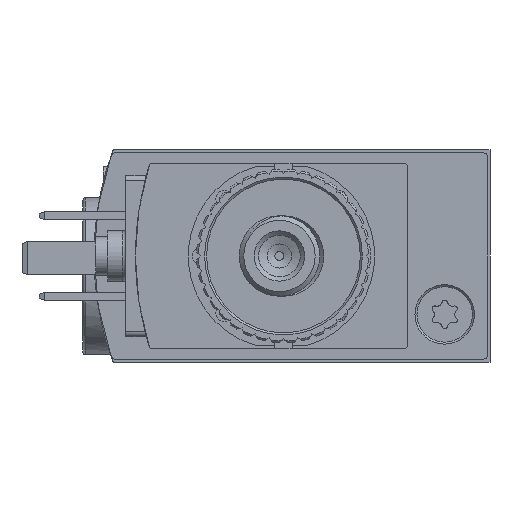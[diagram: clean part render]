
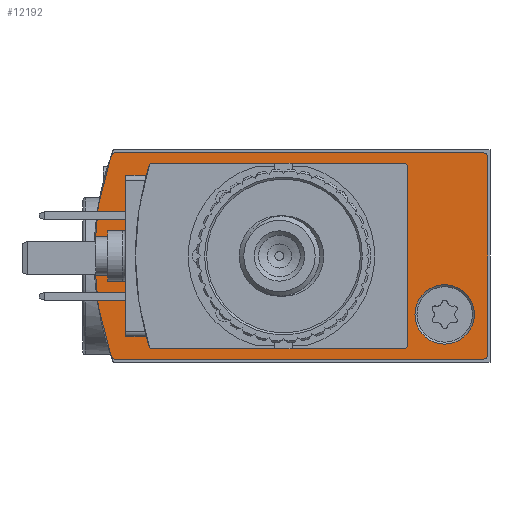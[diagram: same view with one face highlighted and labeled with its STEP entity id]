
A CAD part, left-side view. The second image highlights one B-rep face of the part: STEP entity #12192.
In plain terms, the highlighted planar face has unit normal (-1, 0, 0).
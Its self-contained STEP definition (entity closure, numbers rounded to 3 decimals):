
#829=LINE('',#20798,#1973);
#834=LINE('',#20815,#1978);
#838=LINE('',#20827,#1982);
#1973=VECTOR('',#17106,1000.);
#1978=VECTOR('',#17121,1000.);
#1982=VECTOR('',#17133,1000.);
#3810=ORIENTED_EDGE('',*,*,#6874,.F.);
#3811=ORIENTED_EDGE('',*,*,#6875,.T.);
#3812=ORIENTED_EDGE('',*,*,#6876,.T.);
#3813=ORIENTED_EDGE('',*,*,#6851,.F.);
#3814=ORIENTED_EDGE('',*,*,#6870,.F.);
#3815=ORIENTED_EDGE('',*,*,#6827,.F.);
#3816=ORIENTED_EDGE('',*,*,#6868,.F.);
#3817=ORIENTED_EDGE('',*,*,#6865,.F.);
#3818=ORIENTED_EDGE('',*,*,#6862,.F.);
#3819=ORIENTED_EDGE('',*,*,#6859,.F.);
#3820=ORIENTED_EDGE('',*,*,#6855,.F.);
#6827=EDGE_CURVE('',#8464,#8465,#9490,.T.);
#6851=EDGE_CURVE('',#8488,#8489,#829,.T.);
#6855=EDGE_CURVE('',#8489,#8492,#9499,.T.);
#6859=EDGE_CURVE('',#8492,#8495,#834,.T.);
#6862=EDGE_CURVE('',#8495,#8497,#9502,.T.);
#6865=EDGE_CURVE('',#8497,#8499,#838,.T.);
#6868=EDGE_CURVE('',#8499,#8464,#9504,.T.);
#6870=EDGE_CURVE('',#8465,#8488,#9506,.T.);
#6874=EDGE_CURVE('',#8503,#8503,#9510,.F.);
#6875=EDGE_CURVE('',#8504,#8504,#9511,.T.);
#6876=EDGE_CURVE('',#8505,#8505,#9512,.T.);
#8464=VERTEX_POINT('',#20741);
#8465=VERTEX_POINT('',#20742);
#8488=VERTEX_POINT('',#20799);
#8489=VERTEX_POINT('',#20800);
#8492=VERTEX_POINT('',#20808);
#8495=VERTEX_POINT('',#20816);
#8497=VERTEX_POINT('',#20822);
#8499=VERTEX_POINT('',#20828);
#8503=VERTEX_POINT('',#20845);
#8504=VERTEX_POINT('',#20847);
#8505=VERTEX_POINT('',#20849);
#9490=CIRCLE('',#15153,30.);
#9499=CIRCLE('',#15164,0.5);
#9502=CIRCLE('',#15169,0.5);
#9504=CIRCLE('',#15173,0.5);
#9506=CIRCLE('',#15176,0.5);
#9510=CIRCLE('',#15182,5.);
#9511=CIRCLE('',#15183,2.95);
#9512=CIRCLE('',#15184,2.95);
#10129=EDGE_LOOP('',(#3810));
#10130=EDGE_LOOP('',(#3811));
#10131=EDGE_LOOP('',(#3812));
#10132=EDGE_LOOP('',(#3813,#3814,#3815,#3816,#3817,#3818,#3819,#3820));
#10990=FACE_BOUND('',#10129,.T.);
#10991=FACE_BOUND('',#10130,.T.);
#10992=FACE_BOUND('',#10131,.T.);
#10993=FACE_BOUND('',#10132,.T.);
#11705=PLANE('',#15181);
#12192=ADVANCED_FACE('',(#10990,#10991,#10992,#10993),#11705,.F.);
#15153=AXIS2_PLACEMENT_3D('',#20740,#17074,#17075);
#15164=AXIS2_PLACEMENT_3D('',#20807,#17112,#17113);
#15169=AXIS2_PLACEMENT_3D('',#20821,#17126,#17127);
#15173=AXIS2_PLACEMENT_3D('',#20833,#17138,#17139);
#15176=AXIS2_PLACEMENT_3D('',#20836,#17144,#17145);
#15181=AXIS2_PLACEMENT_3D('',#20843,#17154,#17155);
#15182=AXIS2_PLACEMENT_3D('',#20844,#17156,#17157);
#15183=AXIS2_PLACEMENT_3D('',#20846,#17158,#17159);
#15184=AXIS2_PLACEMENT_3D('',#20848,#17160,#17161);
#17074=DIRECTION('',(1.,0.,0.));
#17075=DIRECTION('',(0.,0.,-1.));
#17106=DIRECTION('',(0.,-1.,0.));
#17112=DIRECTION('',(1.,0.,0.));
#17113=DIRECTION('',(0.,0.,-1.));
#17121=DIRECTION('',(0.,0.,-1.));
#17126=DIRECTION('',(1.,0.,0.));
#17127=DIRECTION('',(0.,0.,-1.));
#17133=DIRECTION('',(0.,1.,0.));
#17138=DIRECTION('',(1.,0.,0.));
#17139=DIRECTION('',(0.,0.,-1.));
#17144=DIRECTION('',(1.,0.,0.));
#17145=DIRECTION('',(0.,0.,-1.));
#17154=DIRECTION('',(1.,0.,0.));
#17155=DIRECTION('',(0.,0.,-1.));
#17156=DIRECTION('',(1.,0.,0.));
#17157=DIRECTION('',(0.,0.,-1.));
#17158=DIRECTION('',(1.,0.,0.));
#17159=DIRECTION('',(0.,0.,-1.));
#17160=DIRECTION('',(1.,0.,0.));
#17161=DIRECTION('',(0.,0.,-1.));
#20740=CARTESIAN_POINT('',(0.,9.3,0.));
#20741=CARTESIAN_POINT('',(0.,37.614,-9.915));
#20742=CARTESIAN_POINT('',(0.,37.614,9.915));
#20798=CARTESIAN_POINT('',(0.,37.142,10.25));
#20799=CARTESIAN_POINT('',(0.,37.142,10.25));
#20800=CARTESIAN_POINT('',(0.,0.7,10.25));
#20807=CARTESIAN_POINT('',(0.,0.7,9.75));
#20808=CARTESIAN_POINT('',(0.,0.2,9.75));
#20815=CARTESIAN_POINT('',(0.,0.2,9.75));
#20816=CARTESIAN_POINT('',(0.,0.2,-9.75));
#20821=CARTESIAN_POINT('',(0.,0.7,-9.75));
#20822=CARTESIAN_POINT('',(0.,0.7,-10.25));
#20827=CARTESIAN_POINT('',(0.,0.7,-10.25));
#20828=CARTESIAN_POINT('',(0.,37.142,-10.25));
#20833=CARTESIAN_POINT('',(0.,37.142,-9.75));
#20836=CARTESIAN_POINT('',(0.,37.142,9.75));
#20843=CARTESIAN_POINT('',(0.,0.7,9.75));
#20844=CARTESIAN_POINT('',(0.,20.9,0.));
#20845=CARTESIAN_POINT('',(0.,20.9,-5.));
#20846=CARTESIAN_POINT('',(0.,31.7,5.8));
#20847=CARTESIAN_POINT('',(0.,31.7,2.85));
#20848=CARTESIAN_POINT('',(0.,4.5,-5.8));
#20849=CARTESIAN_POINT('',(0.,4.5,-8.75));
